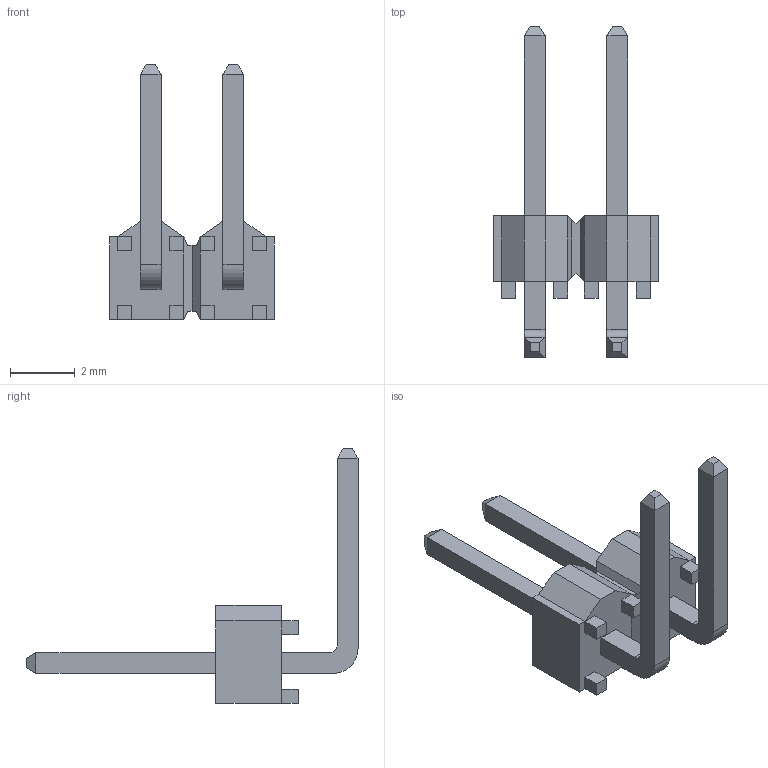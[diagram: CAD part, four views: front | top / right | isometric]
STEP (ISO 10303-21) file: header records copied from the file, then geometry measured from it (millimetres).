
FILE_DESCRIPTION( ( 'STEP AP214' ), ' ' );
FILE_NAME( 'TSW-102-22-L-S-RA.stp', '2017-12-19T22:18:13', ( '' ), ( '' ), ' ', 'PARTsolutions', ' ' );
FILE_SCHEMA( ( 'AUTOMOTIVE_DESIGN { 1 0 10303 214 1 1 1 1 }' ) );
Length unit declared in the file: inch
Products named in the file (3): TSW-102-22-L-S-RA; _TSW-102-22-L-S-RA_body; _T-1S6-15-TSW-1-22-2-RA-S
Assembly tree (2 placements, depth 2):
  TSW-102-22-L-S-RA
    _TSW-102-22-L-S-RA_body
    _T-1S6-15-TSW-1-22-2-RA-S
Bounding box: 5.08 x 10.22 x 7.85 mm (x, y, z)
Volume: 40.5 mm3; surface area: 165.4 mm2
Topology: 2 solids, 2 shells, 118 faces, 298 edges, 188 vertices
Faces by surface type: plane 114, cylinder 4
Entity records: 4440 total; most frequent: CARTESIAN_POINT 607, ORIENTED_EDGE 596, DIRECTION 548, EDGE_CURVE 298, LINE 290, VECTOR 290, VERTEX_POINT 188, AXIS2_PLACEMENT_3D 129
